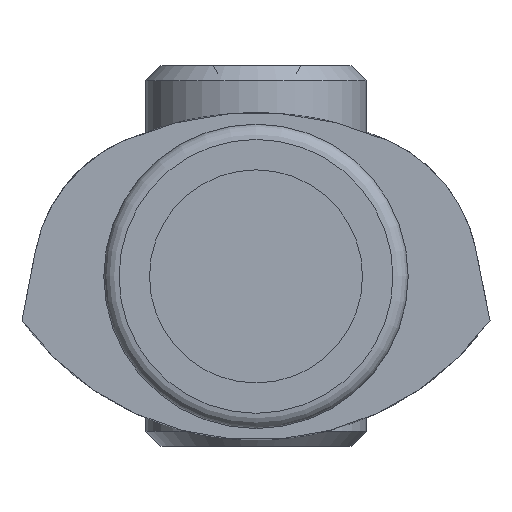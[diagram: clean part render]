
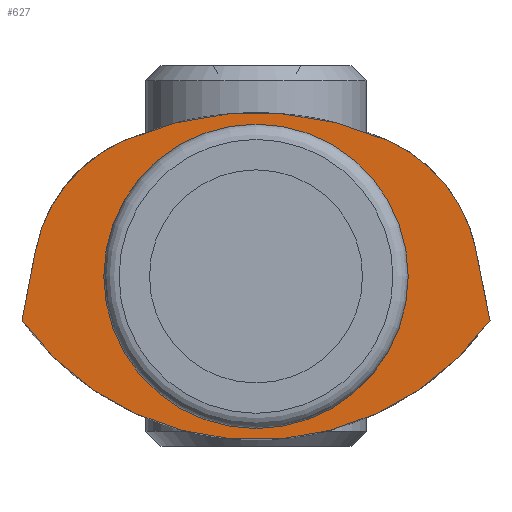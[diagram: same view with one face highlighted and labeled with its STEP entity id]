
A CAD part, front view. The second image highlights one B-rep face of the part: STEP entity #627.
In plain terms, the highlighted planar face has unit normal (0, -1, 0).
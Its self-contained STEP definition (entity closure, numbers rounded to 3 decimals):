
#30=LINE('',#1210,#68);
#35=LINE('',#1259,#73);
#68=VECTOR('',#766,0.928);
#73=VECTOR('',#783,0.947);
#140=FACE_BOUND('',#237,.T.);
#184=FACE_OUTER_BOUND('',#236,.T.);
#236=EDGE_LOOP('',(#497,#498,#499,#500,#501,#502));
#237=EDGE_LOOP('',(#503));
#279=CIRCLE('',#678,3.8);
#280=CIRCLE('',#681,2.);
#281=CIRCLE('',#684,2.);
#282=CIRCLE('',#686,4.3);
#283=CIRCLE('',#689,2.);
#310=VERTEX_POINT('',#1207);
#311=VERTEX_POINT('',#1209);
#312=VERTEX_POINT('',#1213);
#314=VERTEX_POINT('',#1253);
#315=VERTEX_POINT('',#1255);
#316=VERTEX_POINT('',#1261);
#319=VERTEX_POINT('',#1338);
#372=EDGE_CURVE('',#311,#310,#30,.T.);
#375=EDGE_CURVE('',#310,#312,#279,.T.);
#378=EDGE_CURVE('',#315,#314,#280,.T.);
#380=EDGE_CURVE('',#312,#315,#35,.T.);
#381=EDGE_CURVE('',#316,#311,#281,.T.);
#383=EDGE_CURVE('',#314,#316,#282,.T.);
#386=EDGE_CURVE('',#319,#319,#283,.T.);
#497=ORIENTED_EDGE('',*,*,#375,.T.);
#498=ORIENTED_EDGE('',*,*,#380,.T.);
#499=ORIENTED_EDGE('',*,*,#378,.T.);
#500=ORIENTED_EDGE('',*,*,#383,.T.);
#501=ORIENTED_EDGE('',*,*,#381,.T.);
#502=ORIENTED_EDGE('',*,*,#372,.T.);
#503=ORIENTED_EDGE('',*,*,#386,.T.);
#589=PLANE('',#688);
#627=ADVANCED_FACE('',(#184,#140),#589,.T.);
#678=AXIS2_PLACEMENT_3D('',#1215,#771,#772);
#681=AXIS2_PLACEMENT_3D('',#1256,#778,#779);
#684=AXIS2_PLACEMENT_3D('',#1262,#786,#787);
#686=AXIS2_PLACEMENT_3D('',#1265,#791,#792);
#688=AXIS2_PLACEMENT_3D('',#1337,#795,#796);
#689=AXIS2_PLACEMENT_3D('',#1339,#797,#798);
#766=DIRECTION('',(-0.189,0.,-0.982));
#771=DIRECTION('center_axis',(0.,-1.,0.));
#772=DIRECTION('ref_axis',(0.809,0.,0.588));
#778=DIRECTION('center_axis',(0.,-1.,0.));
#779=DIRECTION('ref_axis',(-0.981,0.,-0.196));
#783=DIRECTION('',(-0.196,0.,0.981));
#786=DIRECTION('center_axis',(0.,-1.,0.));
#787=DIRECTION('ref_axis',(0.407,0.,-0.913));
#791=DIRECTION('center_axis',(0.,-1.,0.));
#792=DIRECTION('ref_axis',(-0.404,0.,-0.915));
#795=DIRECTION('center_axis',(0.,-1.,0.));
#796=DIRECTION('ref_axis',(1.,0.,0.));
#797=DIRECTION('center_axis',(0.,1.,0.));
#798=DIRECTION('ref_axis',(-1.,0.,0.));
#1207=CARTESIAN_POINT('',(0.,0.,1.6));
#1209=CARTESIAN_POINT('',(0.175,0.,2.511));
#1210=CARTESIAN_POINT('',(-0.064,0.,1.269));
#1213=CARTESIAN_POINT('',(6.15,0.,1.6));
#1215=CARTESIAN_POINT('Origin',(3.075,0.,3.833));
#1253=CARTESIAN_POINT('',(4.811,0.,3.967));
#1255=CARTESIAN_POINT('',(5.965,0.,2.528));
#1256=CARTESIAN_POINT('Origin',(4.003,0.,2.137));
#1259=CARTESIAN_POINT('',(6.186,0.,1.421));
#1261=CARTESIAN_POINT('',(1.325,0.,3.96));
#1262=CARTESIAN_POINT('Origin',(2.139,0.,2.134));
#1265=CARTESIAN_POINT('Origin',(3.075,0.,0.033));
#1337=CARTESIAN_POINT('Origin',(0.,0.,0.));
#1338=CARTESIAN_POINT('',(5.075,0.,2.183));
#1339=CARTESIAN_POINT('Origin',(3.075,0.,2.183));
